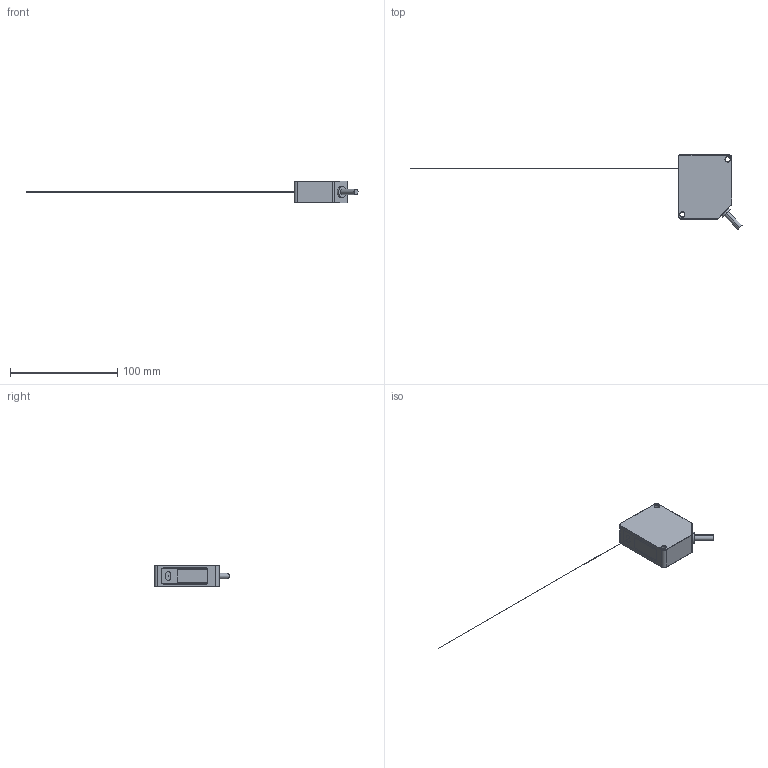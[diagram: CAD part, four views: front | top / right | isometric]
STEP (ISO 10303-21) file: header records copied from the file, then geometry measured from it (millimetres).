
FILE_DESCRIPTION((''),'2;1');
FILE_NAME('BLG-250N','2022-08-23T10:55:48',('Administrator'),(''),'CREO PARAMETRIC BY PTC INC, 2021023','CREO PARAMETRIC BY PTC INC, 2021023','');
FILE_SCHEMA(('AUTOMOTIVE_DESIGN { 1 0 10303 214 1 1 1 1 }'));
Length unit declared in the file: millimetre
Products named in the file (1): BLG-250N
Bounding box: 309.52 x 69.52 x 20.4 mm (x, y, z)
Volume: 59186.7 mm3; surface area: 11421.6 mm2
Topology: 1 solids, 1 shells, 120 faces, 292 edges, 192 vertices
Faces by surface type: plane 57, cylinder 45, cone 18
Entity records: 3674 total; most frequent: DIRECTION 662, CARTESIAN_POINT 606, ORIENTED_EDGE 584, EDGE_CURVE 292, AXIS2_PLACEMENT_3D 250, VERTEX_POINT 192, VECTOR 162, LINE 162
